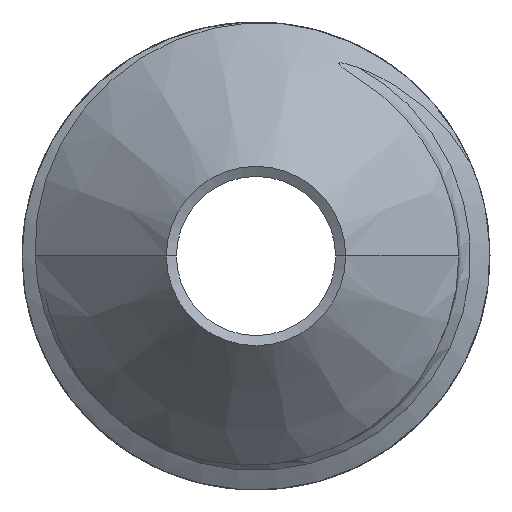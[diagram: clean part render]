
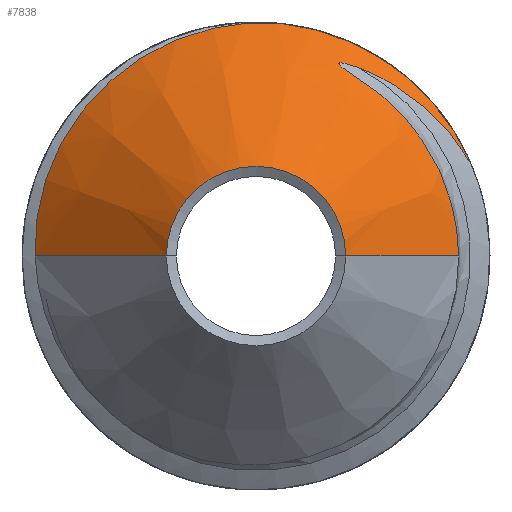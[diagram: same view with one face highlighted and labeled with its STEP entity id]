
A CAD part, left-side view. The second image highlights one B-rep face of the part: STEP entity #7838.
In plain terms, the highlighted conical face has half-angle 45 degrees and reference radius 1.038 mm.
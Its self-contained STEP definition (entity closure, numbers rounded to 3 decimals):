
#1374=CARTESIAN_POINT('',(0.925,0.,0.));
#1375=DIRECTION('',(1.,0.,0.));
#1376=DIRECTION('',(0.,-0.094,0.996));
#1377=AXIS2_PLACEMENT_3D('',#1374,#1375,#1376);
#3417=CARTESIAN_POINT('',(0.841,1.416,0.));
#3418=CARTESIAN_POINT('',(0.844,1.419,
0.078));
#3419=CARTESIAN_POINT('',(0.849,1.411,
0.236));
#3420=CARTESIAN_POINT('',(0.858,1.36,
0.472));
#3421=CARTESIAN_POINT('',(0.866,1.269,
0.697));
#3422=CARTESIAN_POINT('',(0.875,1.144,
0.901));
#3423=CARTESIAN_POINT('',(0.883,0.984,
1.085));
#3424=CARTESIAN_POINT('',(0.892,0.794,
1.241));
#3425=CARTESIAN_POINT('',(0.9,0.583,
1.362));
#3426=CARTESIAN_POINT('',(0.908,0.355,
1.447));
#3427=CARTESIAN_POINT('',(0.917,0.11,
1.494));
#3428=CARTESIAN_POINT('',(0.922,-0.057,
1.498));
#3429=CARTESIAN_POINT('',(0.925,-0.141,1.493));
#3436=DIRECTION('',(0.707,0.707,0.));
#3437=VECTOR('',#3436,1.189);
#3438=CARTESIAN_POINT('',(0.,0.575,0.));
#3439=LINE('',#3438,#3437);
#3440=DIRECTION('',(0.707,-0.707,0.));
#3441=VECTOR('',#3440,1.024);
#3442=CARTESIAN_POINT('',(0.,-0.575,0.));
#3443=LINE('',#3442,#3441);
#3444=CARTESIAN_POINT('',(0.,0.,0.));
#3445=DIRECTION('',(1.,0.,0.));
#3446=DIRECTION('',(0.,1.,0.));
#3447=AXIS2_PLACEMENT_3D('',#3444,#3445,#3446);
#3449=CARTESIAN_POINT('',(0.925,-1.377,0.595));
#3450=CARTESIAN_POINT('',(0.917,-1.343,
0.652));
#3451=CARTESIAN_POINT('',(0.9,-1.269,
0.76));
#3452=CARTESIAN_POINT('',(0.876,-1.14,
0.904));
#3453=CARTESIAN_POINT('',(0.851,-0.992,
1.03));
#3454=CARTESIAN_POINT('',(0.825,-0.83,
1.133));
#3455=CARTESIAN_POINT('',(0.808,-0.716,
1.186));
#3456=CARTESIAN_POINT('',(0.8,-0.658,1.208));
#4035=CARTESIAN_POINT('',(0.8,-0.658,1.208));
#4036=CARTESIAN_POINT('',(0.799,-0.653,
1.209));
#4037=CARTESIAN_POINT('',(0.798,-0.644,
1.213));
#4038=CARTESIAN_POINT('',(0.796,-0.631,
1.217));
#4039=CARTESIAN_POINT('',(0.794,-0.619,
1.221));
#4040=CARTESIAN_POINT('',(0.792,-0.608,
1.224));
#4041=CARTESIAN_POINT('',(0.79,-0.598,
1.227));
#4042=CARTESIAN_POINT('',(0.788,-0.589,
1.23));
#4043=CARTESIAN_POINT('',(0.787,-0.58,
1.232));
#4044=CARTESIAN_POINT('',(0.785,-0.572,
1.234));
#4045=CARTESIAN_POINT('',(0.783,-0.564,
1.235));
#4046=CARTESIAN_POINT('',(0.781,-0.558,
1.236));
#4047=CARTESIAN_POINT('',(0.78,-0.552,
1.237));
#4048=CARTESIAN_POINT('',(0.778,-0.546,
1.238));
#4049=CARTESIAN_POINT('',(0.775,-0.54,
1.238));
#4050=CARTESIAN_POINT('',(0.773,-0.535,
1.237));
#4051=CARTESIAN_POINT('',(0.77,-0.531,
1.236));
#4052=CARTESIAN_POINT('',(0.766,-0.529,
1.233));
#4053=CARTESIAN_POINT('',(0.763,-0.531,
1.228));
#4054=CARTESIAN_POINT('',(0.761,-0.534,
1.225));
#4055=CARTESIAN_POINT('',(0.759,-0.538,
1.221));
#4056=CARTESIAN_POINT('',(0.758,-0.542,
1.217));
#4057=CARTESIAN_POINT('',(0.756,-0.547,
1.214));
#4058=CARTESIAN_POINT('',(0.755,-0.552,
1.21));
#4059=CARTESIAN_POINT('',(0.753,-0.558,
1.205));
#4060=CARTESIAN_POINT('',(0.752,-0.565,
1.201));
#4061=CARTESIAN_POINT('',(0.75,-0.572,
1.196));
#4062=CARTESIAN_POINT('',(0.749,-0.58,
1.191));
#4063=CARTESIAN_POINT('',(0.748,-0.588,
1.185));
#4064=CARTESIAN_POINT('',(0.747,-0.597,
1.179));
#4065=CARTESIAN_POINT('',(0.745,-0.607,
1.172));
#4066=CARTESIAN_POINT('',(0.744,-0.618,
1.165));
#4067=CARTESIAN_POINT('',(0.743,-0.63,
1.158));
#4068=CARTESIAN_POINT('',(0.742,-0.643,
1.149));
#4069=CARTESIAN_POINT('',(0.741,-0.656,
1.14));
#4070=CARTESIAN_POINT('',(0.739,-0.671,
1.13));
#4071=CARTESIAN_POINT('',(0.738,-0.686,
1.12));
#4072=CARTESIAN_POINT('',(0.737,-0.703,
1.108));
#4073=CARTESIAN_POINT('',(0.736,-0.72,
1.096));
#4074=CARTESIAN_POINT('',(0.735,-0.737,
1.083));
#4075=CARTESIAN_POINT('',(0.734,-0.756,
1.069));
#4076=CARTESIAN_POINT('',(0.733,-0.775,
1.054));
#4077=CARTESIAN_POINT('',(0.732,-0.794,
1.038));
#4078=CARTESIAN_POINT('',(0.731,-0.815,
1.02));
#4079=CARTESIAN_POINT('',(0.73,-0.838,
1.001));
#4080=CARTESIAN_POINT('',(0.729,-0.861,
0.979));
#4081=CARTESIAN_POINT('',(0.728,-0.886,
0.956));
#4082=CARTESIAN_POINT('',(0.727,-0.913,
0.929));
#4083=CARTESIAN_POINT('',(0.726,-0.941,
0.899));
#4084=CARTESIAN_POINT('',(0.726,-0.971,
0.866));
#4085=CARTESIAN_POINT('',(0.725,-1.002,
0.829));
#4086=CARTESIAN_POINT('',(0.724,-1.034,
0.787));
#4087=CARTESIAN_POINT('',(0.723,-1.067,
0.74));
#4088=CARTESIAN_POINT('',(0.723,-1.101,
0.688));
#4089=CARTESIAN_POINT('',(0.722,-1.135,
0.629));
#4090=CARTESIAN_POINT('',(0.722,-1.169,
0.563));
#4091=CARTESIAN_POINT('',(0.722,-1.202,
0.49));
#4092=CARTESIAN_POINT('',(0.722,-1.232,
0.409));
#4093=CARTESIAN_POINT('',(0.722,-1.259,
0.319));
#4094=CARTESIAN_POINT('',(0.723,-1.28,
0.221));
#4095=CARTESIAN_POINT('',(0.723,-1.295,
0.115));
#4096=CARTESIAN_POINT('',(0.724,-1.299,
0.039));
#4097=CARTESIAN_POINT('',(0.724,-1.299,
0.));
#4453=CARTESIAN_POINT('',(0.,0.575,0.));
#4454=CARTESIAN_POINT('',(0.841,1.416,0.));
#4455=VERTEX_POINT('',#4453);
#4456=VERTEX_POINT('',#4454);
#4457=CARTESIAN_POINT('',(0.,-0.575,0.));
#4458=CARTESIAN_POINT('',(0.724,-1.299,
0.));
#4459=VERTEX_POINT('',#4457);
#4460=VERTEX_POINT('',#4458);
#4493=CARTESIAN_POINT('',(0.925,-0.141,1.493));
#4494=CARTESIAN_POINT('',(0.925,-1.377,0.595));
#4495=VERTEX_POINT('',#4493);
#4496=VERTEX_POINT('',#4494);
#4523=VERTEX_POINT('',#3456);
#7821=CARTESIAN_POINT('',(0.463,0.,0.));
#7822=DIRECTION('',(1.,0.,0.));
#7823=DIRECTION('',(0.,-1.,0.));
#7824=AXIS2_PLACEMENT_3D('',#7821,#7822,#7823);
#7825=CONICAL_SURFACE('',#7824,1.038,45.);
#7826=ORIENTED_EDGE('',*,*,#7809,.T.);
#7827=ORIENTED_EDGE('',*,*,#7799,.T.);
#7828=ORIENTED_EDGE('',*,*,#4926,.T.);
#7830=ORIENTED_EDGE('',*,*,#7829,.T.);
#7832=ORIENTED_EDGE('',*,*,#7831,.T.);
#7833=ORIENTED_EDGE('',*,*,#7813,.F.);
#7835=ORIENTED_EDGE('',*,*,#7834,.F.);
#7836=EDGE_LOOP('',(#7826,#7827,#7828,#7830,#7832,#7833,#7835));
#7837=FACE_OUTER_BOUND('',#7836,.F.);
#1378=CIRCLE('',#1377,1.5);
#3430=B_SPLINE_CURVE_WITH_KNOTS('',3,(#3417,#3418,#3419,#3420,#3421,#3422,#3423,
#3424,#3425,#3426,#3427,#3428,#3429),.UNSPECIFIED.,.F.,.F.,(4,1,1,1,1,1,1,1,1,1,
4),(0.,0.1,0.2,0.3,0.4,0.5,0.6,0.7,0.8,0.9,1.),
.UNSPECIFIED.);
#3448=CIRCLE('',#3447,0.575);
#3457=B_SPLINE_CURVE_WITH_KNOTS('',3,(#3449,#3450,#3451,#3452,#3453,#3454,#3455,
#3456),.UNSPECIFIED.,.F.,.F.,(4,1,1,1,1,4),(0.,0.2,0.4,0.6,0.8,1.),
.UNSPECIFIED.);
#4098=B_SPLINE_CURVE_WITH_KNOTS('',3,(#4035,#4036,#4037,#4038,#4039,#4040,#4041,
#4042,#4043,#4044,#4045,#4046,#4047,#4048,#4049,#4050,#4051,#4052,#4053,#4054,
#4055,#4056,#4057,#4058,#4059,#4060,#4061,#4062,#4063,#4064,#4065,#4066,#4067,
#4068,#4069,#4070,#4071,#4072,#4073,#4074,#4075,#4076,#4077,#4078,#4079,#4080,
#4081,#4082,#4083,#4084,#4085,#4086,#4087,#4088,#4089,#4090,#4091,#4092,#4093,
#4094,#4095,#4096,#4097),.UNSPECIFIED.,.F.,.F.,(4,1,1,1,1,1,1,1,1,1,1,1,1,1,1,1,
1,1,1,1,1,1,1,1,1,1,1,1,1,1,1,1,1,1,1,1,1,1,1,1,1,1,1,1,1,1,1,1,1,1,1,1,1,1,1,1,
1,1,1,1,4),(0.,0.017,0.033,0.05,0.067,
0.083,0.1,0.117,0.133,0.15,
0.167,0.183,0.2,0.217,0.233,
0.25,0.267,0.283,0.3,0.317,
0.333,0.35,0.367,0.383,0.4,
0.417,0.433,0.45,0.467,0.483,
0.5,0.517,0.533,0.55,0.567,
0.583,0.6,0.617,0.633,0.65,
0.667,0.683,0.7,0.717,0.733,
0.75,0.767,0.783,0.8,0.817,
0.833,0.85,0.867,0.883,0.9,
0.917,0.933,0.95,0.967,0.983,
1.),.UNSPECIFIED.);
#4926=EDGE_CURVE('',#4495,#4496,#1378,.T.);
#7799=EDGE_CURVE('',#4456,#4495,#3430,.T.);
#7809=EDGE_CURVE('',#4455,#4456,#3439,.T.);
#7813=EDGE_CURVE('',#4459,#4460,#3443,.T.);
#7829=EDGE_CURVE('',#4496,#4523,#3457,.T.);
#7831=EDGE_CURVE('',#4523,#4460,#4098,.T.);
#7834=EDGE_CURVE('',#4455,#4459,#3448,.T.);
#7838=ADVANCED_FACE('',(#7837),#7825,.T.);
